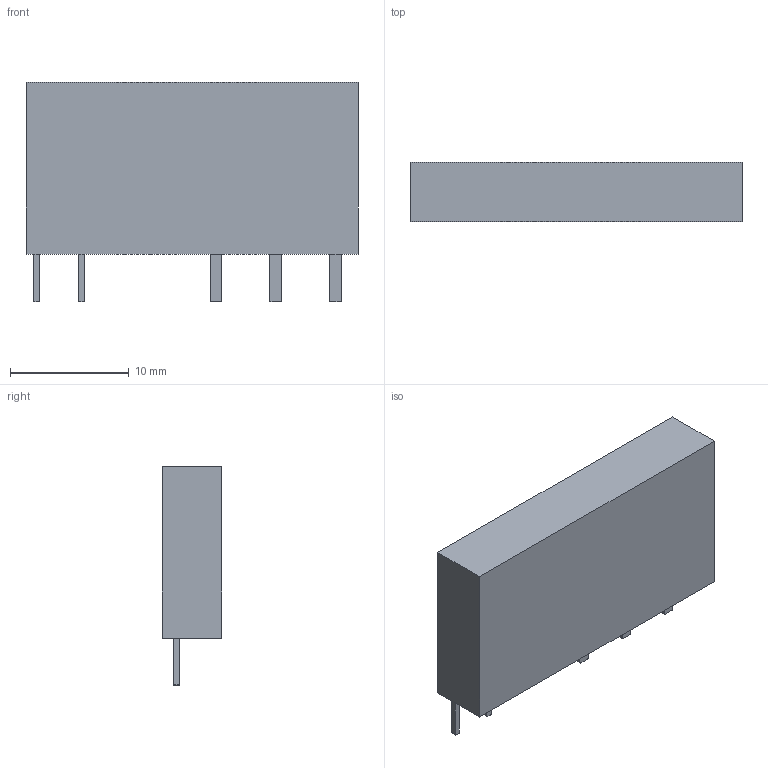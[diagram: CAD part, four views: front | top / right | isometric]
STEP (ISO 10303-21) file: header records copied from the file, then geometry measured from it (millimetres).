
FILE_DESCRIPTION(('FreeCAD Model'),'2;1');
FILE_NAME('Open CASCADE Shape Model','2024-01-09T16:40:45',('Author'),( ''),'Open CASCADE STEP processor 7.6','FreeCAD','Unknown');
FILE_SCHEMA(('AUTOMOTIVE_DESIGN { 1 0 10303 214 1 1 1 1 }'));
Length unit declared in the file: millimetre
Products named in the file (1): Fusion
Bounding box: 28 x 5 x 18.5 mm (x, y, z)
Volume: 2038 mm3; surface area: 1288.7 mm2
Topology: 1 solids, 1 shells, 41 faces, 102 edges, 68 vertices
Faces by surface type: plane 31, cylinder 10
Entity records: 1484 total; most frequent: CARTESIAN_POINT 212, DIRECTION 206, ORIENTED_EDGE 204, EDGE_CURVE 102, LINE 82, VECTOR 82, VERTEX_POINT 68, AXIS2_PLACEMENT_3D 62
